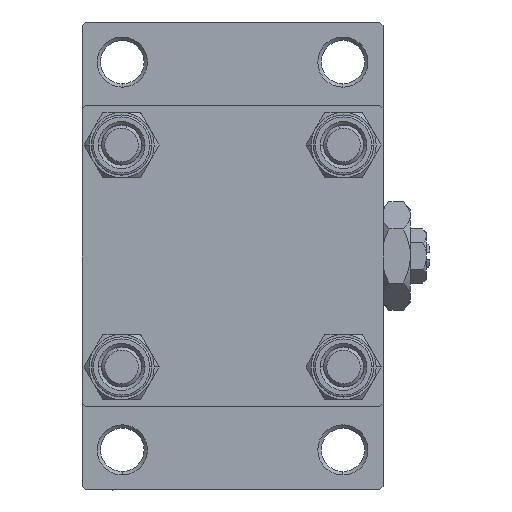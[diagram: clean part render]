
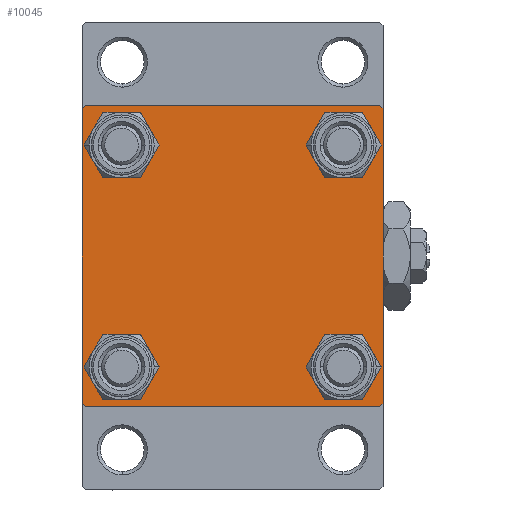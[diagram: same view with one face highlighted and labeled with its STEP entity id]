
A CAD part, left-side view. The second image highlights one B-rep face of the part: STEP entity #10045.
In plain terms, the highlighted planar face has unit normal (-1, 0, 0).
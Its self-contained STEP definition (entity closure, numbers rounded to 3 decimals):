
#236 = EDGE_CURVE ( 'NONE', #2450, #41789, #32453, .T. ) ;
#324 = DIRECTION ( 'NONE',  ( 0., 0., -1. ) ) ;
#384 = CIRCLE ( 'NONE', #41590, 3.5 ) ;
#394 = LINE ( 'NONE', #38604, #9521 ) ;
#905 = ORIENTED_EDGE ( 'NONE', *, *, #36047, .T. ) ;
#1461 = DIRECTION ( 'NONE',  ( 0., -0.707, 0.707 ) ) ;
#2076 = EDGE_CURVE ( 'NONE', #44001, #22983, #42507, .T. ) ;
#2144 = CARTESIAN_POINT ( 'NONE',  ( 0., -16.6, 20.1 ) ) ;
#2316 = CARTESIAN_POINT ( 'NONE',  ( 0., 16.6, -13.1 ) ) ;
#2450 = VERTEX_POINT ( 'NONE', #17010 ) ;
#2481 = EDGE_CURVE ( 'NONE', #24687, #9681, #5279, .T. ) ;
#2495 = EDGE_LOOP ( 'NONE', ( #38367, #905 ) ) ;
#2654 = EDGE_CURVE ( 'NONE', #36479, #14754, #43200, .T. ) ;
#2835 = CIRCLE ( 'NONE', #13932, 3.5 ) ;
#2946 = CARTESIAN_POINT ( 'NONE',  ( 0., 22.5, 22.5 ) ) ;
#3165 = CARTESIAN_POINT ( 'NONE',  ( 0., 16.6, -16.6 ) ) ;
#3432 = ORIENTED_EDGE ( 'NONE', *, *, #41661, .T. ) ;
#4260 = DIRECTION ( 'NONE',  ( 0., -1., 0. ) ) ;
#4939 = AXIS2_PLACEMENT_3D ( 'NONE', #24903, #10283, #36311 ) ;
#4953 = VECTOR ( 'NONE', #1461, 1000. ) ;
#5016 = CARTESIAN_POINT ( 'NONE',  ( 0., 22., 22.5 ) ) ;
#5279 = CIRCLE ( 'NONE', #38540, 3.5 ) ;
#5789 = CARTESIAN_POINT ( 'NONE',  ( 0., -16.6, -16.6 ) ) ;
#5831 = CARTESIAN_POINT ( 'NONE',  ( 0., 16.6, 16.6 ) ) ;
#6053 = VECTOR ( 'NONE', #28521, 1000. ) ;
#6527 = CARTESIAN_POINT ( 'NONE',  ( 0., 16.6, 16.6 ) ) ;
#6756 = DIRECTION ( 'NONE',  ( -1., 0., 0. ) ) ;
#6778 = EDGE_LOOP ( 'NONE', ( #37639, #18065, #12301, #22746, #17997, #42817, #18234, #26194 ) ) ;
#7782 = LINE ( 'NONE', #37067, #44247 ) ;
#7977 = CARTESIAN_POINT ( 'NONE',  ( 0., 22.5, -22.5 ) ) ;
#8862 = CARTESIAN_POINT ( 'NONE',  ( 0., 16.6, 20.1 ) ) ;
#9177 = AXIS2_PLACEMENT_3D ( 'NONE', #44923, #29259, #36973 ) ;
#9183 = CARTESIAN_POINT ( 'NONE',  ( 0., -22.5, 22. ) ) ;
#9215 = CARTESIAN_POINT ( 'NONE',  ( 0., 22.5, -22. ) ) ;
#9283 = CARTESIAN_POINT ( 'NONE',  ( 0., -22., 22.5 ) ) ;
#9363 = EDGE_CURVE ( 'NONE', #16113, #42003, #7782, .T. ) ;
#9521 = VECTOR ( 'NONE', #26927, 1000. ) ;
#9681 = VERTEX_POINT ( 'NONE', #35636 ) ;
#10045 = ADVANCED_FACE ( 'NONE', ( #17428, #32541, #32795, #33281, #47703 ), #36770, .T. ) ;
#10059 = DIRECTION ( 'NONE',  ( 1., 0., 0. ) ) ;
#10122 = EDGE_CURVE ( 'NONE', #22985, #33225, #15424, .T. ) ;
#10283 = DIRECTION ( 'NONE',  ( 1., 0., 0. ) ) ;
#10442 = DIRECTION ( 'NONE',  ( 1., 0., 0. ) ) ;
#10642 = DIRECTION ( 'NONE',  ( 0., -1., 0. ) ) ;
#11176 = EDGE_LOOP ( 'NONE', ( #3432, #20959 ) ) ;
#12301 = ORIENTED_EDGE ( 'NONE', *, *, #10122, .T. ) ;
#12520 = LINE ( 'NONE', #27620, #14313 ) ;
#12538 = AXIS2_PLACEMENT_3D ( 'NONE', #40748, #6756, #13711 ) ;
#13236 = CARTESIAN_POINT ( 'NONE',  ( 0., 22., -22.5 ) ) ;
#13711 = DIRECTION ( 'NONE',  ( 0., 0., 1. ) ) ;
#13727 = DIRECTION ( 'NONE',  ( 0., 0., 1. ) ) ;
#13829 = ORIENTED_EDGE ( 'NONE', *, *, #46848, .T. ) ;
#13852 = EDGE_CURVE ( 'NONE', #42003, #22985, #394, .T. ) ;
#13932 = AXIS2_PLACEMENT_3D ( 'NONE', #14410, #10442, #25553 ) ;
#14313 = VECTOR ( 'NONE', #42784, 1000. ) ;
#14394 = VERTEX_POINT ( 'NONE', #32484 ) ;
#14410 = CARTESIAN_POINT ( 'NONE',  ( 0., -16.6, 16.6 ) ) ;
#14754 = VERTEX_POINT ( 'NONE', #9283 ) ;
#14808 = EDGE_CURVE ( 'NONE', #14991, #16113, #12520, .T. ) ;
#14869 = CARTESIAN_POINT ( 'NONE',  ( 0., -22.5, -22. ) ) ;
#14991 = VERTEX_POINT ( 'NONE', #5016 ) ;
#15424 = LINE ( 'NONE', #7977, #15727 ) ;
#15551 = EDGE_CURVE ( 'NONE', #14991, #14754, #36926, .T. ) ;
#15727 = VECTOR ( 'NONE', #4260, 1000. ) ;
#16113 = VERTEX_POINT ( 'NONE', #47132 ) ;
#16428 = VERTEX_POINT ( 'NONE', #2144 ) ;
#16718 = DIRECTION ( 'NONE',  ( 1., 0., 0. ) ) ;
#16846 = LINE ( 'NONE', #43149, #4953 ) ;
#16960 = DIRECTION ( 'NONE',  ( 0., 0., 1. ) ) ;
#17010 = CARTESIAN_POINT ( 'NONE',  ( 0., -16.6, -13.1 ) ) ;
#17198 = DIRECTION ( 'NONE',  ( 0., 0., 1. ) ) ;
#17428 = FACE_BOUND ( 'NONE', #20790, .T. ) ;
#17997 = ORIENTED_EDGE ( 'NONE', *, *, #30493, .F. ) ;
#18065 = ORIENTED_EDGE ( 'NONE', *, *, #13852, .T. ) ;
#18234 = ORIENTED_EDGE ( 'NONE', *, *, #15551, .F. ) ;
#18487 = ORIENTED_EDGE ( 'NONE', *, *, #2481, .T. ) ;
#18661 = CIRCLE ( 'NONE', #9177, 3.5 ) ;
#19642 = CARTESIAN_POINT ( 'NONE',  ( 0., -22., -22.5 ) ) ;
#19941 = DIRECTION ( 'NONE',  ( 1., 0., 0. ) ) ;
#20790 = EDGE_LOOP ( 'NONE', ( #13829, #27172 ) ) ;
#20953 = AXIS2_PLACEMENT_3D ( 'NONE', #26638, #19941, #17198 ) ;
#20959 = ORIENTED_EDGE ( 'NONE', *, *, #2076, .T. ) ;
#22746 = ORIENTED_EDGE ( 'NONE', *, *, #23645, .T. ) ;
#22983 = VERTEX_POINT ( 'NONE', #2316 ) ;
#22985 = VERTEX_POINT ( 'NONE', #13236 ) ;
#23645 = EDGE_CURVE ( 'NONE', #33225, #31374, #16846, .T. ) ;
#24687 = VERTEX_POINT ( 'NONE', #8862 ) ;
#24741 = DIRECTION ( 'NONE',  ( 1., 0., 0. ) ) ;
#24903 = CARTESIAN_POINT ( 'NONE',  ( 0., -16.6, -16.6 ) ) ;
#25176 = DIRECTION ( 'NONE',  ( 0., 0., 1. ) ) ;
#25553 = DIRECTION ( 'NONE',  ( 0., 0., 1. ) ) ;
#25972 = LINE ( 'NONE', #49059, #45922 ) ;
#26194 = ORIENTED_EDGE ( 'NONE', *, *, #14808, .T. ) ;
#26638 = CARTESIAN_POINT ( 'NONE',  ( 0., 16.6, -16.6 ) ) ;
#26927 = DIRECTION ( 'NONE',  ( 0., -0.707, -0.707 ) ) ;
#27172 = ORIENTED_EDGE ( 'NONE', *, *, #46892, .T. ) ;
#27606 = CARTESIAN_POINT ( 'NONE',  ( 0., -16.6, -20.1 ) ) ;
#27620 = CARTESIAN_POINT ( 'NONE',  ( 0., 22.25, 22.25 ) ) ;
#27886 = CIRCLE ( 'NONE', #4939, 3.5 ) ;
#28283 = CARTESIAN_POINT ( 'NONE',  ( 0., -22.25, 22.25 ) ) ;
#28521 = DIRECTION ( 'NONE',  ( 0., 0.707, 0.707 ) ) ;
#29259 = DIRECTION ( 'NONE',  ( 1., 0., 0. ) ) ;
#29804 = AXIS2_PLACEMENT_3D ( 'NONE', #3165, #24741, #43864 ) ;
#30081 = AXIS2_PLACEMENT_3D ( 'NONE', #5789, #16718, #16960 ) ;
#30482 = CIRCLE ( 'NONE', #20953, 3.5 ) ;
#30493 = EDGE_CURVE ( 'NONE', #36479, #31374, #25972, .T. ) ;
#31374 = VERTEX_POINT ( 'NONE', #14869 ) ;
#32453 = CIRCLE ( 'NONE', #30081, 3.5 ) ;
#32484 = CARTESIAN_POINT ( 'NONE',  ( 0., -16.6, 13.1 ) ) ;
#32524 = VECTOR ( 'NONE', #10642, 1000. ) ;
#32541 = FACE_BOUND ( 'NONE', #2495, .T. ) ;
#32795 = FACE_BOUND ( 'NONE', #11176, .T. ) ;
#33225 = VERTEX_POINT ( 'NONE', #19642 ) ;
#33281 = FACE_BOUND ( 'NONE', #39006, .T. ) ;
#35636 = CARTESIAN_POINT ( 'NONE',  ( 0., 16.6, 13.1 ) ) ;
#36047 = EDGE_CURVE ( 'NONE', #41789, #2450, #27886, .T. ) ;
#36311 = DIRECTION ( 'NONE',  ( 0., 0., 1. ) ) ;
#36479 = VERTEX_POINT ( 'NONE', #9183 ) ;
#36770 = PLANE ( 'NONE',  #12538 ) ;
#36926 = LINE ( 'NONE', #2946, #32524 ) ;
#36973 = DIRECTION ( 'NONE',  ( 0., 0., 1. ) ) ;
#37067 = CARTESIAN_POINT ( 'NONE',  ( 0., 22.5, 22.5 ) ) ;
#37639 = ORIENTED_EDGE ( 'NONE', *, *, #9363, .T. ) ;
#38367 = ORIENTED_EDGE ( 'NONE', *, *, #236, .T. ) ;
#38540 = AXIS2_PLACEMENT_3D ( 'NONE', #5831, #10059, #25176 ) ;
#38547 = ORIENTED_EDGE ( 'NONE', *, *, #41823, .T. ) ;
#38604 = CARTESIAN_POINT ( 'NONE',  ( 0., 22.25, -22.25 ) ) ;
#39006 = EDGE_LOOP ( 'NONE', ( #18487, #38547 ) ) ;
#40278 = DIRECTION ( 'NONE',  ( 1., 0., 0. ) ) ;
#40748 = CARTESIAN_POINT ( 'NONE',  ( 0., 0., 0. ) ) ;
#40878 = DIRECTION ( 'NONE',  ( 0., 0., -1. ) ) ;
#41030 = CARTESIAN_POINT ( 'NONE',  ( 0., 16.6, -20.1 ) ) ;
#41590 = AXIS2_PLACEMENT_3D ( 'NONE', #6527, #40278, #13727 ) ;
#41661 = EDGE_CURVE ( 'NONE', #22983, #44001, #30482, .T. ) ;
#41789 = VERTEX_POINT ( 'NONE', #27606 ) ;
#41823 = EDGE_CURVE ( 'NONE', #9681, #24687, #384, .T. ) ;
#42003 = VERTEX_POINT ( 'NONE', #9215 ) ;
#42507 = CIRCLE ( 'NONE', #29804, 3.5 ) ;
#42784 = DIRECTION ( 'NONE',  ( 0., 0.707, -0.707 ) ) ;
#42817 = ORIENTED_EDGE ( 'NONE', *, *, #2654, .T. ) ;
#43149 = CARTESIAN_POINT ( 'NONE',  ( 0., -22.25, -22.25 ) ) ;
#43200 = LINE ( 'NONE', #28283, #6053 ) ;
#43864 = DIRECTION ( 'NONE',  ( 0., 0., 1. ) ) ;
#44001 = VERTEX_POINT ( 'NONE', #41030 ) ;
#44247 = VECTOR ( 'NONE', #324, 1000. ) ;
#44923 = CARTESIAN_POINT ( 'NONE',  ( 0., -16.6, 16.6 ) ) ;
#45922 = VECTOR ( 'NONE', #40878, 1000. ) ;
#46848 = EDGE_CURVE ( 'NONE', #16428, #14394, #18661, .T. ) ;
#46892 = EDGE_CURVE ( 'NONE', #14394, #16428, #2835, .T. ) ;
#47132 = CARTESIAN_POINT ( 'NONE',  ( 0., 22.5, 22. ) ) ;
#47703 = FACE_OUTER_BOUND ( 'NONE', #6778, .T. ) ;
#49059 = CARTESIAN_POINT ( 'NONE',  ( 0., -22.5, 22.5 ) ) ;
